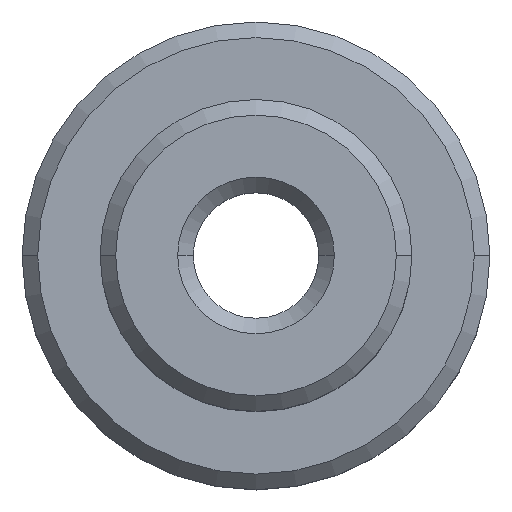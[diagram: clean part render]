
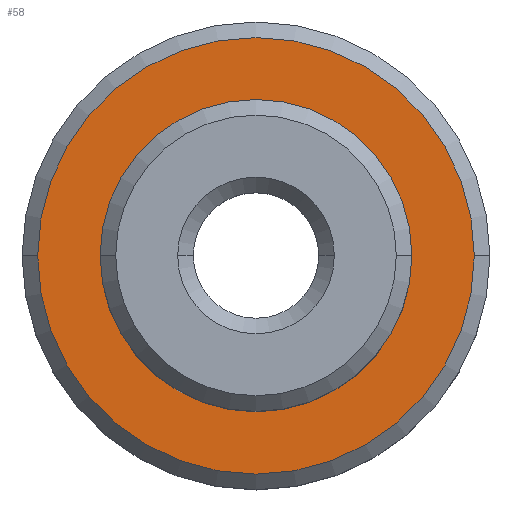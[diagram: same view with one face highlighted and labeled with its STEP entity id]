
A CAD part, top view. The second image highlights one B-rep face of the part: STEP entity #58.
In plain terms, the highlighted planar face has unit normal (0, 0, 1).
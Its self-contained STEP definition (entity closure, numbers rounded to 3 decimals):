
#58=ADVANCED_FACE('',(#127,#128),#129,.T.);
#127=FACE_BOUND('',#207,.T.);
#128=FACE_OUTER_BOUND('',#208,.T.);
#129=PLANE('',#209);
#207=EDGE_LOOP('',(#306,#307));
#208=EDGE_LOOP('',(#308,#309));
#209=AXIS2_PLACEMENT_3D('',#310,#311,#312);
#306=ORIENTED_EDGE('',*,*,#459,.T.);
#307=ORIENTED_EDGE('',*,*,#474,.T.);
#308=ORIENTED_EDGE('',*,*,#475,.F.);
#309=ORIENTED_EDGE('',*,*,#476,.F.);
#310=CARTESIAN_POINT('',(-10.0,185.0,20.0));
#311=DIRECTION('',(0.0,0.0,1.0));
#312=DIRECTION('',(1.0,0.0,0.0));
#459=EDGE_CURVE('',#530,#535,#537,.T.);
#474=EDGE_CURVE('',#535,#530,#558,.T.);
#475=EDGE_CURVE('',#559,#560,#561,.T.);
#476=EDGE_CURVE('',#560,#559,#562,.T.);
#530=VERTEX_POINT('',#628);
#535=VERTEX_POINT('',#634);
#537=CIRCLE('',#637,20.0);
#558=CIRCLE('',#662,20.0);
#559=VERTEX_POINT('',#663);
#560=VERTEX_POINT('',#664);
#561=CIRCLE('',#665,28.0);
#562=CIRCLE('',#666,28.0);
#628=CARTESIAN_POINT('',(10.0,185.0,20.0));
#634=CARTESIAN_POINT('',(-30.0,185.0,20.0));
#637=AXIS2_PLACEMENT_3D('',#745,#746,#747);
#662=AXIS2_PLACEMENT_3D('',#770,#771,#772);
#663=CARTESIAN_POINT('',(18.0,185.0,20.0));
#664=CARTESIAN_POINT('',(-38.0,185.0,20.0));
#665=AXIS2_PLACEMENT_3D('',#773,#774,#775);
#666=AXIS2_PLACEMENT_3D('',#776,#777,#778);
#745=CARTESIAN_POINT('',(-10.0,185.0,20.0));
#746=DIRECTION('',(0.0,0.0,-1.0));
#747=DIRECTION('',(1.0,0.0,0.0));
#770=CARTESIAN_POINT('',(-10.0,185.0,20.0));
#771=DIRECTION('',(0.0,0.0,-1.0));
#772=DIRECTION('',(1.0,0.0,0.0));
#773=CARTESIAN_POINT('',(-10.0,185.0,20.0));
#774=DIRECTION('',(-0.0,0.0,-1.0));
#775=DIRECTION('',(-1.0,0.0,0.0));
#776=CARTESIAN_POINT('',(-10.0,185.0,20.0));
#777=DIRECTION('',(-0.0,0.0,-1.0));
#778=DIRECTION('',(-1.0,0.0,0.0));
